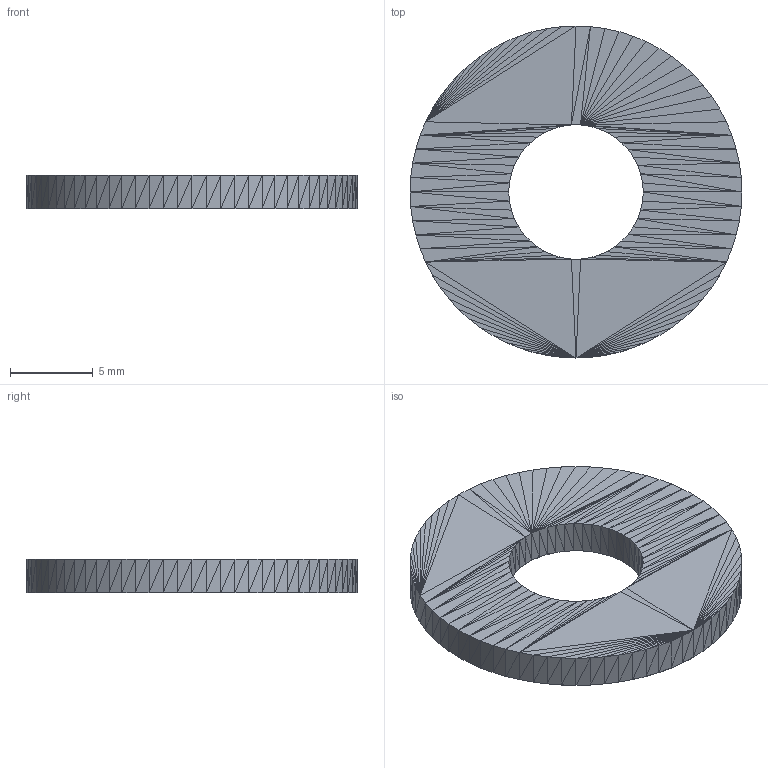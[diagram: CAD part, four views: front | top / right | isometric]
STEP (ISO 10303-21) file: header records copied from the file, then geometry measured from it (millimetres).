
FILE_DESCRIPTION((''),'2;1');
FILE_NAME('Washer', '2026-01-31T14:31:15', (''), (''), 'ImageToStl.com STEP Converter','', '');
FILE_SCHEMA(('AUTOMOTIVE_DESIGN_CC2'));
Length unit declared in the file: metre
Products named in the file (1): product0
Bounding box: 20 x 20 x 2 mm (x, y, z)
Surface area: 701.3 mm2 (no closed solid volume)
Topology: 0 solids, 472 shells, 472 faces, 1416 edges, 236 vertices
Faces by surface type: plane 472
Entity records: 10884 total; most frequent: DIRECTION 2362, ORIENTED_EDGE 1416, EDGE_CURVE 1416, LINE 1416, VECTOR 1416, AXIS2_PLACEMENT_3D 473, FACE_SURFACE 472, PLANE 472
